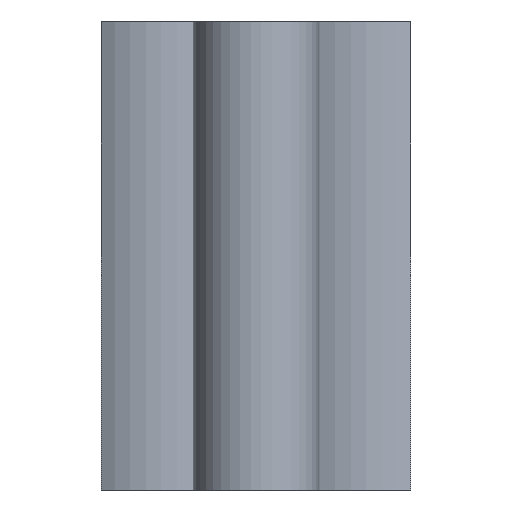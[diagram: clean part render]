
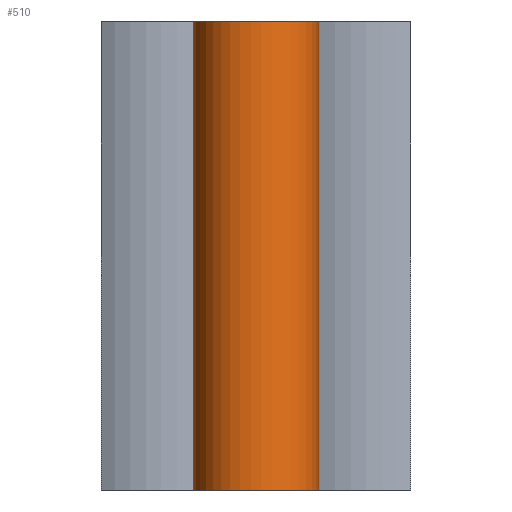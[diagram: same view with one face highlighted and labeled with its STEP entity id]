
A CAD part, left-side view. The second image highlights one B-rep face of the part: STEP entity #510.
In plain terms, the highlighted cylindrical face has radius 2.686 mm (diameter 5.371 mm), a partial arc.
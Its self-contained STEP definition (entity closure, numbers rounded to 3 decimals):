
#32=LINE('',#816,#72);
#33=LINE('',#822,#73);
#72=VECTOR('',#647,1000.);
#73=VECTOR('',#654,1000.);
#126=ORIENTED_EDGE('',*,*,#273,.T.);
#127=ORIENTED_EDGE('',*,*,#274,.F.);
#128=ORIENTED_EDGE('',*,*,#275,.F.);
#129=ORIENTED_EDGE('',*,*,#271,.T.);
#271=EDGE_CURVE('',#343,#342,#32,.T.);
#273=EDGE_CURVE('',#342,#344,#390,.T.);
#274=EDGE_CURVE('',#345,#344,#33,.T.);
#275=EDGE_CURVE('',#343,#345,#391,.T.);
#342=VERTEX_POINT('',#815);
#343=VERTEX_POINT('',#817);
#344=VERTEX_POINT('',#821);
#345=VERTEX_POINT('',#823);
#390=CIRCLE('',#560,2.686);
#391=CIRCLE('',#561,2.686);
#424=EDGE_LOOP('',(#126,#127,#128,#129));
#458=FACE_BOUND('',#424,.T.);
#490=CYLINDRICAL_SURFACE('',#559,2.686);
#510=ADVANCED_FACE('',(#458),#490,.T.);
#559=AXIS2_PLACEMENT_3D('',#819,#650,#651);
#560=AXIS2_PLACEMENT_3D('',#820,#652,#653);
#561=AXIS2_PLACEMENT_3D('',#824,#655,#656);
#647=DIRECTION('',(0.,0.,-1.));
#650=DIRECTION('',(0.,0.,-1.));
#651=DIRECTION('',(-1.,0.,0.));
#652=DIRECTION('',(0.,0.,1.));
#653=DIRECTION('',(1.,0.,0.));
#654=DIRECTION('',(0.,0.,-1.));
#655=DIRECTION('',(0.,0.,1.));
#656=DIRECTION('',(1.,0.,0.));
#815=CARTESIAN_POINT('',(-9.004,2.494,0.));
#816=CARTESIAN_POINT('',(-9.004,2.494,20.));
#817=CARTESIAN_POINT('',(-9.004,2.494,20.));
#819=CARTESIAN_POINT('',(-10.,0.,20.));
#820=CARTESIAN_POINT('',(-10.,0.,0.));
#821=CARTESIAN_POINT('',(-9.004,-2.494,0.));
#822=CARTESIAN_POINT('',(-9.004,-2.494,20.));
#823=CARTESIAN_POINT('',(-9.004,-2.494,20.));
#824=CARTESIAN_POINT('',(-10.,0.,20.));
